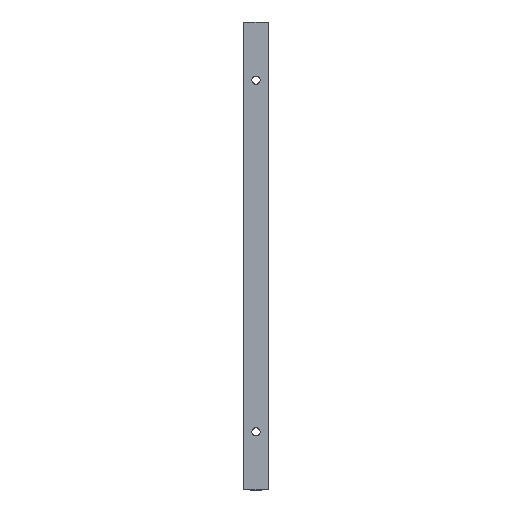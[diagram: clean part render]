
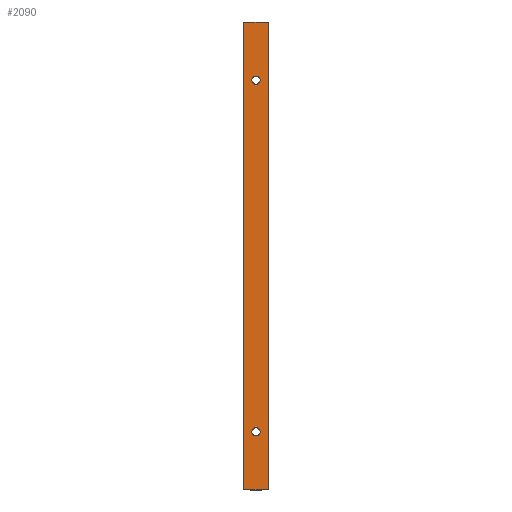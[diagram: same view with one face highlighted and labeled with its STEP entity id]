
A CAD part, left-side view. The second image highlights one B-rep face of the part: STEP entity #2090.
In plain terms, the highlighted planar face has unit normal (-1, 0, 0).
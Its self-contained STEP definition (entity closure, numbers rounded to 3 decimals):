
#24 = CIRCLE ( 'NONE', #2569, 0.8 ) ;
#97 = AXIS2_PLACEMENT_3D ( 'NONE', #4862, #2356, #1836 ) ;
#112 = LINE ( 'NONE', #5141, #459 ) ;
#113 = FACE_BOUND ( 'NONE', #2076, .T. ) ;
#165 = VERTEX_POINT ( 'NONE', #4348 ) ;
#204 = DIRECTION ( 'NONE',  ( -1., 0., 0. ) ) ;
#400 = EDGE_LOOP ( 'NONE', ( #1625, #3478 ) ) ;
#435 = LINE ( 'NONE', #2119, #3095 ) ;
#459 = VECTOR ( 'NONE', #1379, 1000. ) ;
#537 = EDGE_CURVE ( 'NONE', #1135, #1183, #1929, .T. ) ;
#558 = CARTESIAN_POINT ( 'NONE',  ( -47., 4.763, 0. ) ) ;
#590 = ORIENTED_EDGE ( 'NONE', *, *, #3516, .F. ) ;
#606 = CARTESIAN_POINT ( 'NONE',  ( -47., 0., 0. ) ) ;
#628 = ORIENTED_EDGE ( 'NONE', *, *, #3856, .T. ) ;
#670 = CARTESIAN_POINT ( 'NONE',  ( -47., 2.381, -34. ) ) ;
#996 = FACE_BOUND ( 'NONE', #400, .T. ) ;
#1089 = EDGE_CURVE ( 'NONE', #5051, #1614, #1949, .T. ) ;
#1135 = VERTEX_POINT ( 'NONE', #4578 ) ;
#1150 = CARTESIAN_POINT ( 'NONE',  ( -47., 4.763, 45.24 ) ) ;
#1159 = CIRCLE ( 'NONE', #97, 0.8 ) ;
#1183 = VERTEX_POINT ( 'NONE', #4250 ) ;
#1202 = CARTESIAN_POINT ( 'NONE',  ( -47., 2.381, 34. ) ) ;
#1379 = DIRECTION ( 'NONE',  ( 0., 0., 1. ) ) ;
#1389 = EDGE_LOOP ( 'NONE', ( #628, #5020, #5324, #3021 ) ) ;
#1614 = VERTEX_POINT ( 'NONE', #2856 ) ;
#1625 = ORIENTED_EDGE ( 'NONE', *, *, #4711, .F. ) ;
#1685 = AXIS2_PLACEMENT_3D ( 'NONE', #558, #4705, #3521 ) ;
#1802 = FACE_OUTER_BOUND ( 'NONE', #1389, .T. ) ;
#1836 = DIRECTION ( 'NONE',  ( 0., 0., 1. ) ) ;
#1929 = LINE ( 'NONE', #3075, #1939 ) ;
#1939 = VECTOR ( 'NONE', #4341, 1000. ) ;
#1949 = CIRCLE ( 'NONE', #3950, 0.8 ) ;
#2076 = EDGE_LOOP ( 'NONE', ( #590, #4465 ) ) ;
#2090 = ADVANCED_FACE ( 'NONE', ( #113, #996, #1802 ), #4319, .F. ) ;
#2119 = CARTESIAN_POINT ( 'NONE',  ( -47., 4.763, 45.24 ) ) ;
#2356 = DIRECTION ( 'NONE',  ( -1., 0., 0. ) ) ;
#2390 = CIRCLE ( 'NONE', #2916, 0.8 ) ;
#2569 = AXIS2_PLACEMENT_3D ( 'NONE', #670, #204, #2761 ) ;
#2761 = DIRECTION ( 'NONE',  ( 0., 0., 1. ) ) ;
#2856 = CARTESIAN_POINT ( 'NONE',  ( -47., 2.381, 34.8 ) ) ;
#2871 = DIRECTION ( 'NONE',  ( 0., 0., 1. ) ) ;
#2916 = AXIS2_PLACEMENT_3D ( 'NONE', #1202, #4546, #2871 ) ;
#2951 = CARTESIAN_POINT ( 'NONE',  ( -47., 2.381, 34. ) ) ;
#3021 = ORIENTED_EDGE ( 'NONE', *, *, #537, .T. ) ;
#3075 = CARTESIAN_POINT ( 'NONE',  ( -47., 4.763, -45.24 ) ) ;
#3095 = VECTOR ( 'NONE', #4845, 1000. ) ;
#3110 = DIRECTION ( 'NONE',  ( 0., 0., 1. ) ) ;
#3144 = VERTEX_POINT ( 'NONE', #1150 ) ;
#3245 = CARTESIAN_POINT ( 'NONE',  ( -47., 0., 45.24 ) ) ;
#3478 = ORIENTED_EDGE ( 'NONE', *, *, #1089, .F. ) ;
#3516 = EDGE_CURVE ( 'NONE', #4585, #165, #24, .T. ) ;
#3521 = DIRECTION ( 'NONE',  ( 0., 0., -1. ) ) ;
#3779 = CARTESIAN_POINT ( 'NONE',  ( -47., 2.381, -33.2 ) ) ;
#3805 = DIRECTION ( 'NONE',  ( 0., 0., 1. ) ) ;
#3845 = CARTESIAN_POINT ( 'NONE',  ( -47., 2.381, 33.2 ) ) ;
#3856 = EDGE_CURVE ( 'NONE', #1183, #5294, #4404, .T. ) ;
#3950 = AXIS2_PLACEMENT_3D ( 'NONE', #2951, #4965, #3805 ) ;
#4077 = EDGE_CURVE ( 'NONE', #3144, #5294, #435, .T. ) ;
#4148 = VECTOR ( 'NONE', #3110, 1000. ) ;
#4250 = CARTESIAN_POINT ( 'NONE',  ( -47., 0., -45.24 ) ) ;
#4319 = PLANE ( 'NONE',  #1685 ) ;
#4339 = EDGE_CURVE ( 'NONE', #165, #4585, #1159, .T. ) ;
#4341 = DIRECTION ( 'NONE',  ( 0., -1., 0. ) ) ;
#4348 = CARTESIAN_POINT ( 'NONE',  ( -47., 2.381, -34.8 ) ) ;
#4404 = LINE ( 'NONE', #606, #4148 ) ;
#4465 = ORIENTED_EDGE ( 'NONE', *, *, #4339, .F. ) ;
#4546 = DIRECTION ( 'NONE',  ( -1., 0., 0. ) ) ;
#4578 = CARTESIAN_POINT ( 'NONE',  ( -47., 4.763, -45.24 ) ) ;
#4585 = VERTEX_POINT ( 'NONE', #3779 ) ;
#4705 = DIRECTION ( 'NONE',  ( 1., 0., 0. ) ) ;
#4711 = EDGE_CURVE ( 'NONE', #1614, #5051, #2390, .T. ) ;
#4845 = DIRECTION ( 'NONE',  ( 0., -1., 0. ) ) ;
#4862 = CARTESIAN_POINT ( 'NONE',  ( -47., 2.381, -34. ) ) ;
#4965 = DIRECTION ( 'NONE',  ( -1., 0., 0. ) ) ;
#5020 = ORIENTED_EDGE ( 'NONE', *, *, #4077, .F. ) ;
#5051 = VERTEX_POINT ( 'NONE', #3845 ) ;
#5141 = CARTESIAN_POINT ( 'NONE',  ( -47., 4.763, 0. ) ) ;
#5220 = EDGE_CURVE ( 'NONE', #1135, #3144, #112, .T. ) ;
#5294 = VERTEX_POINT ( 'NONE', #3245 ) ;
#5324 = ORIENTED_EDGE ( 'NONE', *, *, #5220, .F. ) ;
